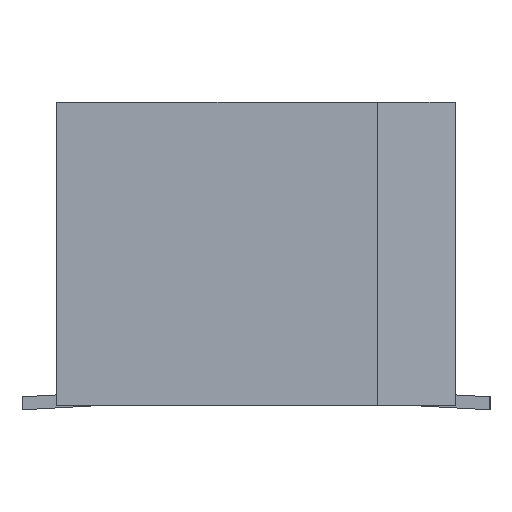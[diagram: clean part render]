
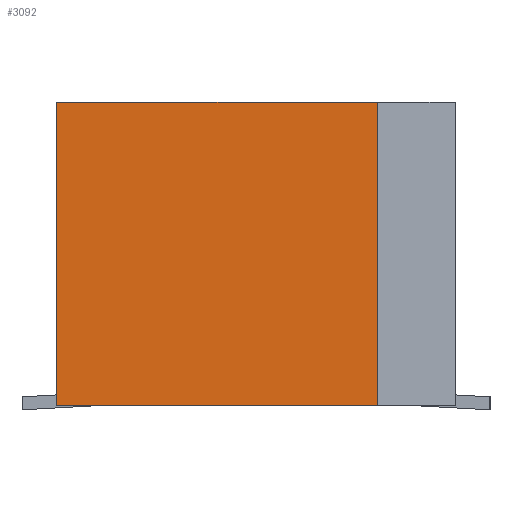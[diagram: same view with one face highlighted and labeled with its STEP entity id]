
A CAD part, left-side view. The second image highlights one B-rep face of the part: STEP entity #3092.
In plain terms, the highlighted planar face has unit normal (-1, 0, 0).
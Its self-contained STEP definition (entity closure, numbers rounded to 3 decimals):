
#270=FACE_OUTER_BOUND('',#444,.T.);
#444=EDGE_LOOP('',(#2708,#2709,#2710,#2711));
#753=LINE('',#4875,#1133);
#780=LINE('',#4927,#1160);
#824=LINE('',#5012,#1204);
#825=LINE('',#5013,#1205);
#1133=VECTOR('',#3990,3.7);
#1160=VECTOR('',#4025,3.5);
#1204=VECTOR('',#4115,3.7);
#1205=VECTOR('',#4116,3.5);
#1454=VERTEX_POINT('',#4860);
#1460=VERTEX_POINT('',#4873);
#1481=VERTEX_POINT('',#4925);
#1499=VERTEX_POINT('',#5011);
#1843=EDGE_CURVE('',#1460,#1454,#753,.T.);
#1870=EDGE_CURVE('',#1460,#1481,#780,.T.);
#1914=EDGE_CURVE('',#1481,#1499,#824,.T.);
#1915=EDGE_CURVE('',#1454,#1499,#825,.T.);
#2708=ORIENTED_EDGE('',*,*,#1843,.F.);
#2709=ORIENTED_EDGE('',*,*,#1870,.T.);
#2710=ORIENTED_EDGE('',*,*,#1914,.T.);
#2711=ORIENTED_EDGE('',*,*,#1915,.F.);
#2919=PLANE('',#3327);
#3092=ADVANCED_FACE('',(#270),#2919,.T.);
#3327=AXIS2_PLACEMENT_3D('',#5010,#4113,#4114);
#3990=DIRECTION('',(0.,-1.,0.));
#4025=DIRECTION('',(0.,0.,-1.));
#4113=DIRECTION('center_axis',(-1.,0.,0.));
#4114=DIRECTION('ref_axis',(0.,1.,0.));
#4115=DIRECTION('',(0.,-1.,0.));
#4116=DIRECTION('',(0.,0.,-1.));
#4860=CARTESIAN_POINT('',(-14.1,-1.4,3.55));
#4873=CARTESIAN_POINT('',(-14.1,2.3,3.55));
#4875=CARTESIAN_POINT('',(-14.1,2.3,3.55));
#4925=CARTESIAN_POINT('',(-14.1,2.3,0.05));
#4927=CARTESIAN_POINT('',(-14.1,2.3,3.55));
#5010=CARTESIAN_POINT('Origin',(-14.1,2.3,3.55));
#5011=CARTESIAN_POINT('',(-14.1,-1.4,0.05));
#5012=CARTESIAN_POINT('',(-14.1,2.3,0.05));
#5013=CARTESIAN_POINT('',(-14.1,-1.4,3.55));
